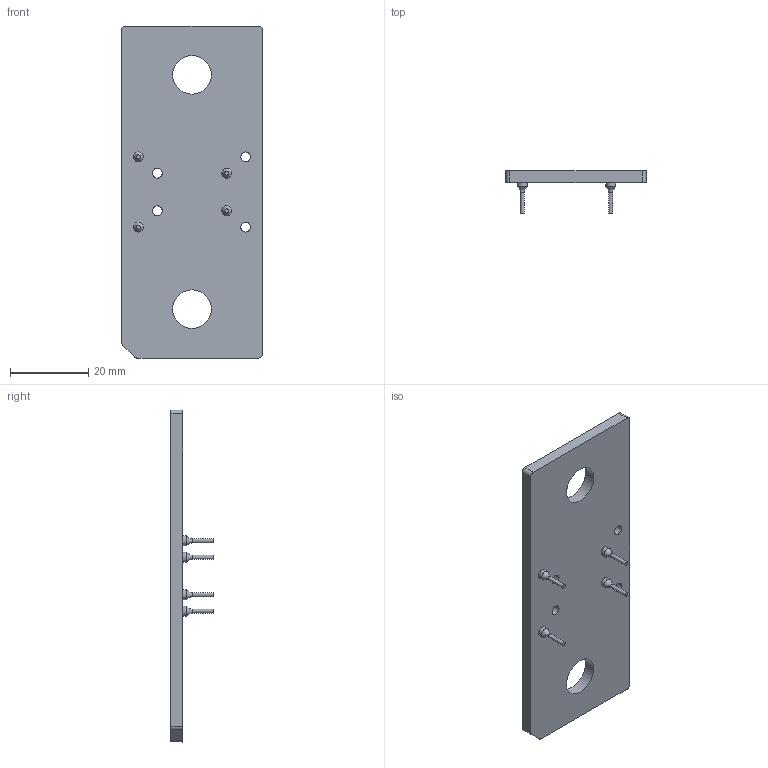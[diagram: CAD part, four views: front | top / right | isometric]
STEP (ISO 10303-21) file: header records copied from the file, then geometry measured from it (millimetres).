
FILE_DESCRIPTION(/* description */ (''),/* implementation_level */ '2;1');
FILE_NAME(/* name */ 'SFPSH8536-1-8-18U v3.step',/* time_stamp */ '2021-03-31T14:10:32-04:00',/* author */ (''),/* organization */ (''),/* preprocessor_version */ 'ST-DEVELOPER v18.1',/* originating_system */ 'Autodesk Translation Framework v9.10.0.1330',/* authorisation */ '');
FILE_SCHEMA (('AUTOMOTIVE_DESIGN { 1 0 10303 214 3 1 1 }'));
Length unit declared in the file: millimetre
Products named in the file (3): (Unsaved); shunt; pins
Assembly tree (2 placements, depth 2):
  (Unsaved)
    shunt
    pins
Bounding box: 36 x 10.85 x 85 mm (x, y, z)
Volume: 8687.9 mm3; surface area: 7061.9 mm2
Topology: 5 solids, 5 shells, 42 faces, 104 edges, 68 vertices
Faces by surface type: cylinder 15, cone 12, plane 11, bspline 4
Full cylindrical faces by diameter (mm): 2.5 x8, 9.9 x2
Entity records: 1470 total; most frequent: CARTESIAN_POINT 327, DIRECTION 236, ORIENTED_EDGE 200, EDGE_CURVE 100, AXIS2_PLACEMENT_3D 97, VERTEX_POINT 68, EDGE_LOOP 62, CIRCLE 54
